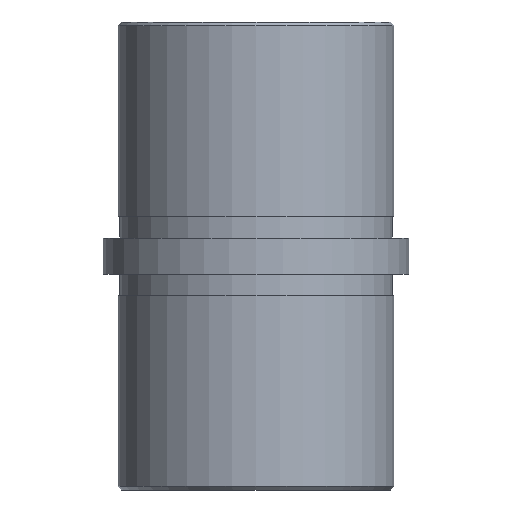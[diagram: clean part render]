
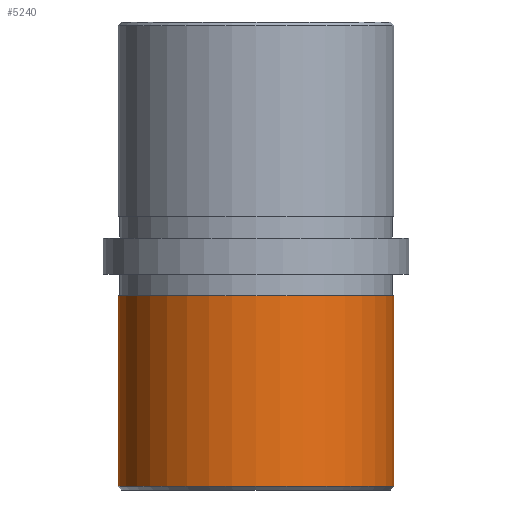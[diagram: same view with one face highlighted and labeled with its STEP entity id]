
A CAD part, front view. The second image highlights one B-rep face of the part: STEP entity #5240.
In plain terms, the highlighted cylindrical face has radius 19.15 mm (diameter 38.3 mm), a partial arc.
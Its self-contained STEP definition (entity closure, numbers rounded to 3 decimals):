
#1371 = LINE ( 'NONE', #13630, #3196 ) ;
#1497 = VERTEX_POINT ( 'NONE', #12984 ) ;
#2404 = VERTEX_POINT ( 'NONE', #11816 ) ;
#2854 = VERTEX_POINT ( 'NONE', #3335 ) ;
#3196 = VECTOR ( 'NONE', #13441, 1000. ) ;
#3335 = CARTESIAN_POINT ( 'NONE',  ( 19.15, 0., -5.5 ) ) ;
#3974 = CIRCLE ( 'NONE', #16483, 19.15 ) ;
#4664 = VERTEX_POINT ( 'NONE', #14513 ) ;
#5240 = ADVANCED_FACE ( 'NONE', ( #12086 ), #17580, .T. ) ;
#5275 = DIRECTION ( 'NONE',  ( 0., 0., 1. ) ) ;
#5806 = ORIENTED_EDGE ( 'NONE', *, *, #15258, .T. ) ;
#5933 = DIRECTION ( 'NONE',  ( 0., 0., 1. ) ) ;
#6028 = ORIENTED_EDGE ( 'NONE', *, *, #14673, .F. ) ;
#6591 = DIRECTION ( 'NONE',  ( -1., 0., 0. ) ) ;
#8551 = CIRCLE ( 'NONE', #13632, 19.15 ) ;
#8763 = EDGE_CURVE ( 'NONE', #2404, #1497, #8551, .T. ) ;
#9148 = LINE ( 'NONE', #18711, #12367 ) ;
#9201 = EDGE_LOOP ( 'NONE', ( #10959, #5806, #12371, #6028 ) ) ;
#9929 = DIRECTION ( 'NONE',  ( 0., 0., 1. ) ) ;
#10959 = ORIENTED_EDGE ( 'NONE', *, *, #8763, .T. ) ;
#11115 = CARTESIAN_POINT ( 'NONE',  ( 0., 0., -32.5 ) ) ;
#11816 = CARTESIAN_POINT ( 'NONE',  ( -19.15, 0., -32. ) ) ;
#12086 = FACE_OUTER_BOUND ( 'NONE', #9201, .T. ) ;
#12367 = VECTOR ( 'NONE', #9929, 1000. ) ;
#12371 = ORIENTED_EDGE ( 'NONE', *, *, #17109, .F. ) ;
#12756 = CARTESIAN_POINT ( 'NONE',  ( 0., 0., -32. ) ) ;
#12984 = CARTESIAN_POINT ( 'NONE',  ( 19.15, 0., -32. ) ) ;
#13078 = DIRECTION ( 'NONE',  ( 1., 0., 0. ) ) ;
#13262 = CARTESIAN_POINT ( 'NONE',  ( 0., 0., -5.5 ) ) ;
#13441 = DIRECTION ( 'NONE',  ( 0., 0., 1. ) ) ;
#13630 = CARTESIAN_POINT ( 'NONE',  ( -19.15, 0., -32.5 ) ) ;
#13632 = AXIS2_PLACEMENT_3D ( 'NONE', #12756, #15572, #17221 ) ;
#14513 = CARTESIAN_POINT ( 'NONE',  ( -19.15, 0., -5.5 ) ) ;
#14673 = EDGE_CURVE ( 'NONE', #2404, #4664, #1371, .T. ) ;
#14741 = AXIS2_PLACEMENT_3D ( 'NONE', #11115, #5275, #6591 ) ;
#15258 = EDGE_CURVE ( 'NONE', #1497, #2854, #9148, .T. ) ;
#15572 = DIRECTION ( 'NONE',  ( 0., 0., 1. ) ) ;
#16483 = AXIS2_PLACEMENT_3D ( 'NONE', #13262, #5933, #13078 ) ;
#17109 = EDGE_CURVE ( 'NONE', #4664, #2854, #3974, .T. ) ;
#17221 = DIRECTION ( 'NONE',  ( -1., 0., 0. ) ) ;
#17580 = CYLINDRICAL_SURFACE ( 'NONE', #14741, 19.15 ) ;
#18711 = CARTESIAN_POINT ( 'NONE',  ( 19.15, 0., -32.5 ) ) ;
